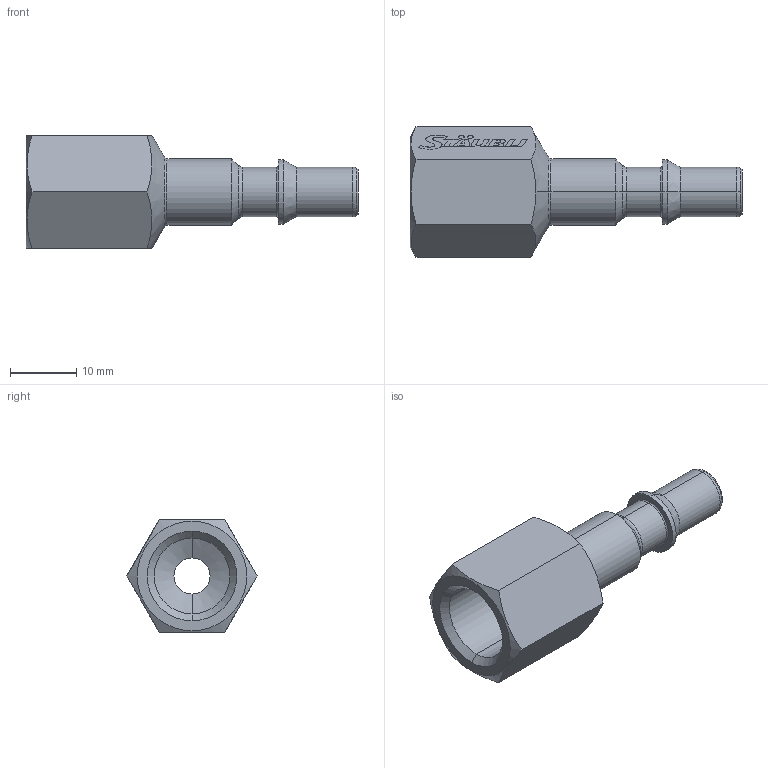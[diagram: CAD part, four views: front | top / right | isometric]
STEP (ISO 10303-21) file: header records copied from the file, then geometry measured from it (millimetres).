
FILE_DESCRIPTION (( 'STEP AP214' ), '1' );
FILE_NAME ('RBE06.6101.STEP', '2020-05-15T13:52:45', ( '' ), ( '' ), 'SwSTEP 2.0', 'SolidWorks 2020', '' );
FILE_SCHEMA (( 'AUTOMOTIVE_DESIGN' ));
Length unit declared in the file: millimetre
Products named in the file (1): RBE06.6101
Bounding box: 50 x 19.63 x 17 mm (x, y, z)
Volume: 4289.3 mm3; surface area: 3452.4 mm2
Topology: 1 solids, 1 shells, 392 faces, 1124 edges, 740 vertices
Faces by surface type: plane 337, cylinder 31, cone 16, torus 8
Entity records: 17324 total; most frequent: CARTESIAN_POINT 2673, ORIENTED_EDGE 2248, DIRECTION 1980, EDGE_CURVE 1124, VECTOR 1022, LINE 1022, VERTEX_POINT 740, AXIS2_PLACEMENT_3D 479
